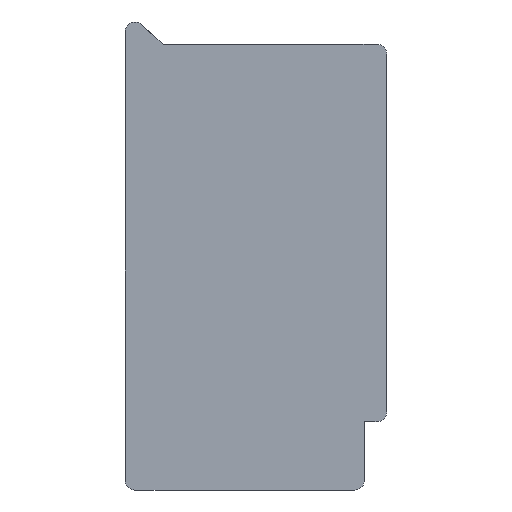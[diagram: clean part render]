
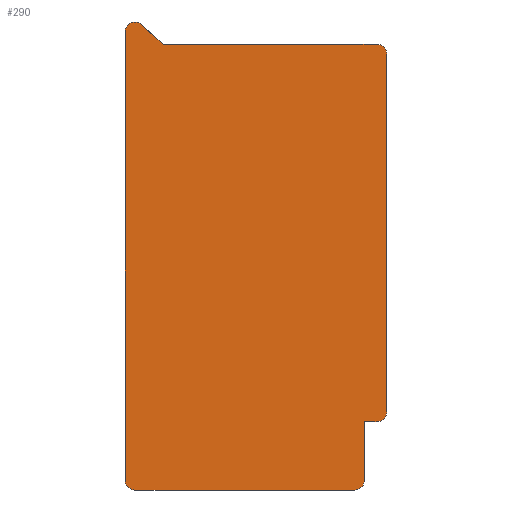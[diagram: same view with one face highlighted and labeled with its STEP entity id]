
A CAD part, left-side view. The second image highlights one B-rep face of the part: STEP entity #290.
In plain terms, the highlighted planar face has unit normal (-1, 0, 0).
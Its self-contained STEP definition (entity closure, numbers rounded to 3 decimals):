
#15=PLANE('',#322);
#26=FACE_OUTER_BOUND('',#42,.T.);
#42=EDGE_LOOP('',(#203,#204,#205,#206,#207,#208,#209,#210,#211,#212,#213,
#214));
#59=LINE('',#447,#89);
#60=LINE('',#449,#90);
#61=LINE('',#453,#91);
#62=LINE('',#457,#92);
#63=LINE('',#461,#93);
#64=LINE('',#463,#94);
#65=LINE('',#466,#95);
#89=VECTOR('',#359,10.);
#90=VECTOR('',#360,10.);
#91=VECTOR('',#363,10.);
#92=VECTOR('',#366,10.);
#93=VECTOR('',#369,10.);
#94=VECTOR('',#370,10.);
#95=VECTOR('',#373,10.);
#118=CIRCLE('',#321,1.);
#119=CIRCLE('',#323,1.);
#120=CIRCLE('',#324,1.);
#121=CIRCLE('',#325,1.);
#122=CIRCLE('',#326,1.);
#131=VERTEX_POINT('',#440);
#132=VERTEX_POINT('',#442);
#133=VERTEX_POINT('',#446);
#134=VERTEX_POINT('',#448);
#135=VERTEX_POINT('',#450);
#136=VERTEX_POINT('',#452);
#137=VERTEX_POINT('',#454);
#138=VERTEX_POINT('',#456);
#139=VERTEX_POINT('',#458);
#140=VERTEX_POINT('',#460);
#141=VERTEX_POINT('',#462);
#142=VERTEX_POINT('',#464);
#159=EDGE_CURVE('',#131,#132,#118,.T.);
#161=EDGE_CURVE('',#131,#133,#59,.T.);
#162=EDGE_CURVE('',#133,#134,#60,.T.);
#163=EDGE_CURVE('',#135,#134,#119,.T.);
#164=EDGE_CURVE('',#135,#136,#61,.T.);
#165=EDGE_CURVE('',#137,#136,#120,.T.);
#166=EDGE_CURVE('',#137,#138,#62,.T.);
#167=EDGE_CURVE('',#139,#138,#121,.T.);
#168=EDGE_CURVE('',#139,#140,#63,.T.);
#169=EDGE_CURVE('',#140,#141,#64,.T.);
#170=EDGE_CURVE('',#142,#141,#122,.T.);
#171=EDGE_CURVE('',#142,#132,#65,.T.);
#203=ORIENTED_EDGE('',*,*,#159,.F.);
#204=ORIENTED_EDGE('',*,*,#161,.T.);
#205=ORIENTED_EDGE('',*,*,#162,.T.);
#206=ORIENTED_EDGE('',*,*,#163,.F.);
#207=ORIENTED_EDGE('',*,*,#164,.T.);
#208=ORIENTED_EDGE('',*,*,#165,.F.);
#209=ORIENTED_EDGE('',*,*,#166,.T.);
#210=ORIENTED_EDGE('',*,*,#167,.F.);
#211=ORIENTED_EDGE('',*,*,#168,.T.);
#212=ORIENTED_EDGE('',*,*,#169,.T.);
#213=ORIENTED_EDGE('',*,*,#170,.F.);
#214=ORIENTED_EDGE('',*,*,#171,.T.);
#290=ADVANCED_FACE('',(#26),#15,.F.);
#321=AXIS2_PLACEMENT_3D('',#443,#354,#355);
#322=AXIS2_PLACEMENT_3D('',#445,#357,#358);
#323=AXIS2_PLACEMENT_3D('',#451,#361,#362);
#324=AXIS2_PLACEMENT_3D('',#455,#364,#365);
#325=AXIS2_PLACEMENT_3D('',#459,#367,#368);
#326=AXIS2_PLACEMENT_3D('',#465,#371,#372);
#354=DIRECTION('center_axis',(1.,0.,0.));
#355=DIRECTION('ref_axis',(0.,-0.707,0.707));
#357=DIRECTION('center_axis',(1.,0.,0.));
#358=DIRECTION('ref_axis',(0.,0.,-1.));
#359=DIRECTION('',(0.,1.,0.));
#360=DIRECTION('',(0.,0.737,0.676));
#361=DIRECTION('center_axis',(1.,0.,0.));
#362=DIRECTION('ref_axis',(0.,0.403,0.915));
#363=DIRECTION('',(0.,0.,-1.));
#364=DIRECTION('center_axis',(1.,0.,0.));
#365=DIRECTION('ref_axis',(0.,0.707,-0.707));
#366=DIRECTION('',(0.,-1.,0.));
#367=DIRECTION('center_axis',(1.,0.,0.));
#368=DIRECTION('ref_axis',(0.,-0.707,-0.707));
#369=DIRECTION('',(0.,0.,1.));
#370=DIRECTION('',(0.,-1.,0.));
#371=DIRECTION('center_axis',(1.,0.,0.));
#372=DIRECTION('ref_axis',(0.,-0.707,-0.707));
#373=DIRECTION('',(0.,0.,1.));
#440=CARTESIAN_POINT('',(-7.451,35.2,19.15));
#442=CARTESIAN_POINT('',(-7.451,34.2,18.15));
#443=CARTESIAN_POINT('Origin',(-7.451,35.2,18.15));
#445=CARTESIAN_POINT('Origin',(-7.451,47.6,-22.95));
#446=CARTESIAN_POINT('',(-7.451,57.113,19.15));
#447=CARTESIAN_POINT('',(-7.451,52.493,19.15));
#448=CARTESIAN_POINT('',(-7.451,59.324,21.178));
#449=CARTESIAN_POINT('',(-7.451,57.386,19.4));
#450=CARTESIAN_POINT('',(-7.451,61.,20.441));
#451=CARTESIAN_POINT('Origin',(-7.451,60.,20.441));
#452=CARTESIAN_POINT('',(-7.451,61.,-25.5));
#453=CARTESIAN_POINT('',(-7.451,61.,26.5));
#454=CARTESIAN_POINT('',(-7.451,60.,-26.5));
#455=CARTESIAN_POINT('Origin',(-7.451,60.,-25.5));
#456=CARTESIAN_POINT('',(-7.451,37.5,-26.5));
#457=CARTESIAN_POINT('',(-7.451,61.,-26.5));
#458=CARTESIAN_POINT('',(-7.451,36.5,-25.5));
#459=CARTESIAN_POINT('Origin',(-7.451,37.5,-25.5));
#460=CARTESIAN_POINT('',(-7.451,36.5,-19.5));
#461=CARTESIAN_POINT('',(-7.451,36.5,-26.5));
#462=CARTESIAN_POINT('',(-7.451,35.2,-19.5));
#463=CARTESIAN_POINT('',(-7.451,36.5,-19.5));
#464=CARTESIAN_POINT('',(-7.451,34.2,-18.5));
#465=CARTESIAN_POINT('Origin',(-7.451,35.2,-18.5));
#466=CARTESIAN_POINT('',(-7.451,34.2,-26.5));
